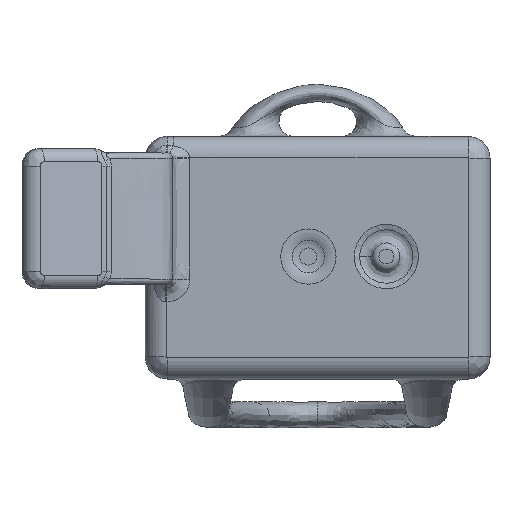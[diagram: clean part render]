
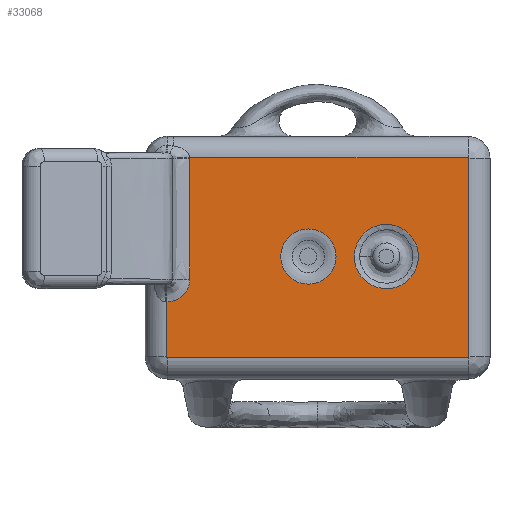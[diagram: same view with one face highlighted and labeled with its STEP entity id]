
A CAD part, top view. The second image highlights one B-rep face of the part: STEP entity #33068.
In plain terms, the highlighted planar face has unit normal (0, 0, 1).
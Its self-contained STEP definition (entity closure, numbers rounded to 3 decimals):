
#387=FACE_BOUND('',#13890,.T.);
#388=FACE_BOUND('',#13891,.T.);
#2836=PLANE('',#35792);
#6248=LINE('',#54340,#9780);
#6250=LINE('',#55003,#9782);
#6252=LINE('',#55009,#9784);
#6253=LINE('',#55013,#9785);
#6254=LINE('',#55017,#9786);
#9780=VECTOR('',#44118,10.);
#9782=VECTOR('',#44146,10.);
#9784=VECTOR('',#44152,10.);
#9785=VECTOR('',#44155,10.);
#9786=VECTOR('',#44158,10.);
#10433=B_SPLINE_CURVE_WITH_KNOTS('',3,(#54291,#54292,#54293,#54294),
 .UNSPECIFIED.,.F.,.F.,(4,4),(-0.008,0.),.UNSPECIFIED.);
#10435=B_SPLINE_CURVE_WITH_KNOTS('',3,(#54324,#54325,#54326,#54327),
 .UNSPECIFIED.,.F.,.F.,(4,4),(-1.38,0.),.UNSPECIFIED.);
#10437=B_SPLINE_CURVE_WITH_KNOTS('',3,(#54377,#54378,#54379,#54380,#54381,
#54382),.UNSPECIFIED.,.F.,.F.,(4,1,1,4),(-0.41,-0.293,
-0.176,0.),.UNSPECIFIED.);
#10466=B_SPLINE_CURVE_WITH_KNOTS('',3,(#55020,#55021,#55022,#55023,#55024,
#55025,#55026,#55027,#55028,#55029),.UNSPECIFIED.,.T.,.F.,(4,1,1,1,1,1,
1,4),(0.001,0.898,1.796,2.694,
3.591,4.489,5.386,6.284),
 .UNSPECIFIED.);
#12113=FACE_OUTER_BOUND('',#13889,.T.);
#13889=EDGE_LOOP('',(#30671,#30672,#30673,#30674,#30675,#30676,#30677,#30678,
#30679,#30680,#30681));
#13890=EDGE_LOOP('',(#30682));
#13891=EDGE_LOOP('',(#30683));
#14757=CIRCLE('',#35793,0.08);
#14758=CIRCLE('',#35794,0.08);
#14759=CIRCLE('',#35795,0.08);
#14760=CIRCLE('',#35796,3.158);
#17572=VERTEX_POINT('',#54288);
#17573=VERTEX_POINT('',#54290);
#17576=VERTEX_POINT('',#54322);
#17577=VERTEX_POINT('',#54333);
#17580=VERTEX_POINT('',#54338);
#17604=VERTEX_POINT('',#55002);
#17606=VERTEX_POINT('',#55008);
#17607=VERTEX_POINT('',#55010);
#17608=VERTEX_POINT('',#55012);
#17609=VERTEX_POINT('',#55014);
#17610=VERTEX_POINT('',#55016);
#17611=VERTEX_POINT('',#55019);
#17612=VERTEX_POINT('',#55030);
#21942=EDGE_CURVE('',#17572,#17573,#10433,.T.);
#21946=EDGE_CURVE('',#17576,#17572,#10435,.T.);
#21951=EDGE_CURVE('',#17580,#17577,#6248,.T.);
#21955=EDGE_CURVE('',#17577,#17576,#10437,.T.);
#21991=EDGE_CURVE('',#17573,#17604,#6250,.T.);
#21994=EDGE_CURVE('',#17606,#17580,#6252,.T.);
#21995=EDGE_CURVE('',#17607,#17606,#14757,.T.);
#21996=EDGE_CURVE('',#17608,#17607,#6253,.T.);
#21997=EDGE_CURVE('',#17609,#17608,#14758,.T.);
#21998=EDGE_CURVE('',#17610,#17609,#6254,.T.);
#21999=EDGE_CURVE('',#17604,#17610,#14759,.T.);
#22000=EDGE_CURVE('',#17611,#17611,#10466,.T.);
#22001=EDGE_CURVE('',#17612,#17612,#14760,.T.);
#30671=ORIENTED_EDGE('',*,*,#21942,.F.);
#30672=ORIENTED_EDGE('',*,*,#21946,.F.);
#30673=ORIENTED_EDGE('',*,*,#21955,.F.);
#30674=ORIENTED_EDGE('',*,*,#21951,.F.);
#30675=ORIENTED_EDGE('',*,*,#21994,.F.);
#30676=ORIENTED_EDGE('',*,*,#21995,.F.);
#30677=ORIENTED_EDGE('',*,*,#21996,.F.);
#30678=ORIENTED_EDGE('',*,*,#21997,.F.);
#30679=ORIENTED_EDGE('',*,*,#21998,.F.);
#30680=ORIENTED_EDGE('',*,*,#21999,.F.);
#30681=ORIENTED_EDGE('',*,*,#21991,.F.);
#30682=ORIENTED_EDGE('',*,*,#22000,.F.);
#30683=ORIENTED_EDGE('',*,*,#22001,.F.);
#33068=ADVANCED_FACE('',(#12113,#387,#388),#2836,.T.);
#35792=AXIS2_PLACEMENT_3D('',#55007,#44150,#44151);
#35793=AXIS2_PLACEMENT_3D('',#55011,#44153,#44154);
#35794=AXIS2_PLACEMENT_3D('',#55015,#44156,#44157);
#35795=AXIS2_PLACEMENT_3D('',#55018,#44159,#44160);
#35796=AXIS2_PLACEMENT_3D('',#55031,#44161,#44162);
#44118=DIRECTION('',(1.,0.,0.));
#44146=DIRECTION('',(1.,0.,0.));
#44150=DIRECTION('center_axis',(0.,0.,1.));
#44151=DIRECTION('ref_axis',(1.,0.,0.));
#44152=DIRECTION('',(0.,1.,0.));
#44153=DIRECTION('center_axis',(0.,0.,-1.));
#44154=DIRECTION('ref_axis',(-0.707,-0.707,0.));
#44155=DIRECTION('',(-1.,0.,0.));
#44156=DIRECTION('center_axis',(0.,0.,-1.));
#44157=DIRECTION('ref_axis',(0.707,-0.707,0.));
#44158=DIRECTION('',(0.,-1.,0.));
#44159=DIRECTION('center_axis',(0.,0.,-1.));
#44160=DIRECTION('ref_axis',(0.707,0.707,0.));
#44161=DIRECTION('center_axis',(0.,0.,1.));
#44162=DIRECTION('ref_axis',(1.,0.,0.));
#54288=CARTESIAN_POINT('',(-12.435,17.702,5.829));
#54290=CARTESIAN_POINT('',(-12.436,17.784,5.829));
#54291=CARTESIAN_POINT('Ctrl Pts',(-12.435,17.702,5.829));
#54292=CARTESIAN_POINT('Ctrl Pts',(-12.435,17.729,5.829));
#54293=CARTESIAN_POINT('Ctrl Pts',(-12.435,17.757,5.829));
#54294=CARTESIAN_POINT('Ctrl Pts',(-12.436,17.784,5.829));
#54322=CARTESIAN_POINT('',(-12.435,3.902,5.829));
#54324=CARTESIAN_POINT('Ctrl Pts',(-12.435,3.902,5.829));
#54325=CARTESIAN_POINT('Ctrl Pts',(-12.435,8.502,5.829));
#54326=CARTESIAN_POINT('Ctrl Pts',(-12.435,13.102,5.829));
#54327=CARTESIAN_POINT('Ctrl Pts',(-12.435,17.702,5.829));
#54333=CARTESIAN_POINT('',(-15.056,1.302,5.829));
#54338=CARTESIAN_POINT('',(-15.111,1.302,5.829));
#54340=CARTESIAN_POINT('',(-6.482,1.302,5.829));
#54377=CARTESIAN_POINT('Ctrl Pts',(-15.056,1.302,5.829));
#54378=CARTESIAN_POINT('Ctrl Pts',(-14.665,1.302,5.829));
#54379=CARTESIAN_POINT('Ctrl Pts',(-13.885,1.477,5.829));
#54380=CARTESIAN_POINT('Ctrl Pts',(-12.781,2.344,5.829));
#54381=CARTESIAN_POINT('Ctrl Pts',(-12.435,3.316,5.829));
#54382=CARTESIAN_POINT('Ctrl Pts',(-12.435,3.902,5.829));
#55002=CARTESIAN_POINT('',(19.364,17.784,5.829));
#55003=CARTESIAN_POINT('',(-7.682,17.784,5.829));
#55007=CARTESIAN_POINT('Origin',(2.167,6.354,5.829));
#55008=CARTESIAN_POINT('',(-15.111,-4.996,5.829));
#55009=CARTESIAN_POINT('',(-15.111,-0.571,5.829));
#55010=CARTESIAN_POINT('',(-15.031,-5.076,5.829));
#55011=CARTESIAN_POINT('Origin',(-15.031,-4.996,5.829));
#55012=CARTESIAN_POINT('',(19.364,-5.076,5.829));
#55013=CARTESIAN_POINT('',(12.016,-5.076,5.829));
#55014=CARTESIAN_POINT('',(19.444,-4.996,5.829));
#55015=CARTESIAN_POINT('Origin',(19.364,-4.996,5.829));
#55016=CARTESIAN_POINT('',(19.444,17.704,5.829));
#55017=CARTESIAN_POINT('',(19.444,13.279,5.829));
#55018=CARTESIAN_POINT('Origin',(19.364,17.704,5.829));
#55019=CARTESIAN_POINT('',(6.35,6.476,5.829));
#55020=CARTESIAN_POINT('Ctrl Pts',(6.35,6.476,5.829));
#55021=CARTESIAN_POINT('Ctrl Pts',(6.351,5.379,5.829));
#55022=CARTESIAN_POINT('Ctrl Pts',(7.403,3.197,5.829));
#55023=CARTESIAN_POINT('Ctrl Pts',(10.958,2.38,5.829));
#55024=CARTESIAN_POINT('Ctrl Pts',(13.803,4.662,5.829));
#55025=CARTESIAN_POINT('Ctrl Pts',(13.805,8.305,5.829));
#55026=CARTESIAN_POINT('Ctrl Pts',(10.95,10.573,5.829));
#55027=CARTESIAN_POINT('Ctrl Pts',(7.397,9.761,5.829));
#55028=CARTESIAN_POINT('Ctrl Pts',(6.349,7.574,5.829));
#55029=CARTESIAN_POINT('Ctrl Pts',(6.35,6.476,5.829));
#55030=CARTESIAN_POINT('',(-2.043,6.475,5.829));
#55031=CARTESIAN_POINT('Origin',(1.115,6.475,5.829));
